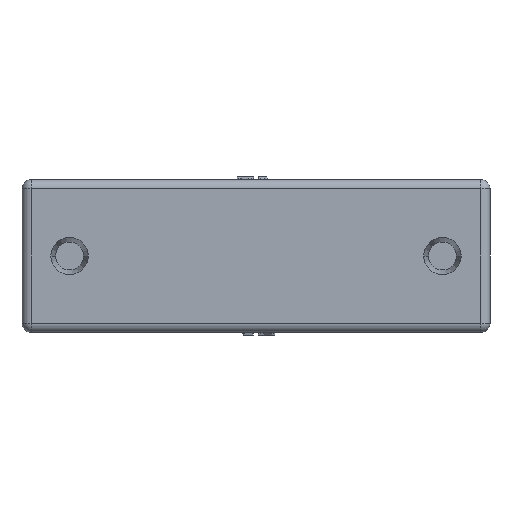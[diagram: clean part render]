
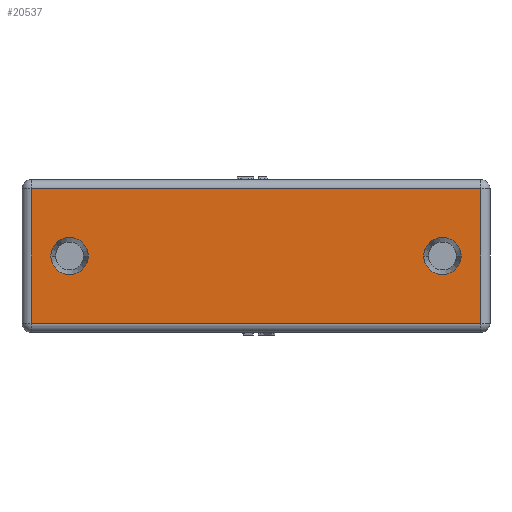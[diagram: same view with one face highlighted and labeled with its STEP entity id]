
A CAD part, front view. The second image highlights one B-rep face of the part: STEP entity #20537.
In plain terms, the highlighted planar face has unit normal (0, -1, 0).
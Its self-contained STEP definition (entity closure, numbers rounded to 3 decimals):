
#451 = EDGE_CURVE ( 'NONE', #15728, #15726, #5824, .T. ) ;
#453 = EDGE_CURVE ( 'NONE', #15735, #15784, #5825, .T. ) ;
#454 = EDGE_CURVE ( 'NONE', #15746, #15785, #5827, .T. ) ;
#464 = EDGE_CURVE ( 'NONE', #15738, #15603, #5845, .T. ) ;
#2962 = EDGE_LOOP ( 'NONE', ( #19012, #19013 ) ) ;
#3040 = EDGE_LOOP ( 'NONE', ( #19016, #19017, #19018, #19019 ) ) ;
#5185 = AXIS2_PLACEMENT_3D ( 'NONE', #6434, #6435, #6436 ) ;
#5190 = AXIS2_PLACEMENT_3D ( 'NONE', #6457, #6482, #6483 ) ;
#5797 = VECTOR ( 'NONE', #6441, 1000. ) ;
#5824 = CIRCLE ( 'NONE', #5185, 10. ) ;
#5825 = LINE ( 'NONE', #6423, #5797 ) ;
#5827 = LINE ( 'NONE', #6442, #5828 ) ;
#5828 = VECTOR ( 'NONE', #6443, 1000. ) ;
#5845 = CIRCLE ( 'NONE', #5190, 10. ) ;
#6423 = CARTESIAN_POINT ( 'NONE',  ( 120.5, -151., 41. ) ) ;
#6434 = CARTESIAN_POINT ( 'NONE',  ( 100., -151., 0. ) ) ;
#6435 = DIRECTION ( 'NONE',  ( 0., -1., 0. ) ) ;
#6436 = DIRECTION ( 'NONE',  ( 1., 0., 0. ) ) ;
#6441 = DIRECTION ( 'NONE',  ( 0., 0., -1. ) ) ;
#6442 = CARTESIAN_POINT ( 'NONE',  ( -120.5, -151., 41. ) ) ;
#6443 = DIRECTION ( 'NONE',  ( 0., 0., -1. ) ) ;
#6457 = CARTESIAN_POINT ( 'NONE',  ( -100., -151., 0. ) ) ;
#6482 = DIRECTION ( 'NONE',  ( 0., -1., 0. ) ) ;
#6483 = DIRECTION ( 'NONE',  ( 1., 0., 0. ) ) ;
#10555 = CARTESIAN_POINT ( 'NONE',  ( 120.5, -151., -36. ) ) ;
#10556 = DIRECTION ( 'NONE',  ( 1., 0., 0. ) ) ;
#11058 = CIRCLE ( 'NONE', #13416, 10. ) ;
#11090 = CIRCLE ( 'NONE', #13425, 10. ) ;
#11112 = LINE ( 'NONE', #11372, #11113 ) ;
#11113 = VECTOR ( 'NONE', #11373, 1000. ) ;
#11252 = CARTESIAN_POINT ( 'NONE',  ( 100., -151., 0. ) ) ;
#11262 = DIRECTION ( 'NONE',  ( 0., -1., 0. ) ) ;
#11263 = DIRECTION ( 'NONE',  ( 1., 0., 0. ) ) ;
#11321 = CARTESIAN_POINT ( 'NONE',  ( -100., -151., 0. ) ) ;
#11331 = DIRECTION ( 'NONE',  ( 0., -1., 0. ) ) ;
#11332 = DIRECTION ( 'NONE',  ( 1., 0., 0. ) ) ;
#11372 = CARTESIAN_POINT ( 'NONE',  ( -120.5, -151., 36. ) ) ;
#11373 = DIRECTION ( 'NONE',  ( -1., 0., 0. ) ) ;
#12317 = CARTESIAN_POINT ( 'NONE',  ( -120.5, -151., 41. ) ) ;
#12318 = PLANE ( 'NONE',  #13101 ) ;
#12319 = DIRECTION ( 'NONE',  ( 0., 1., 0. ) ) ;
#12320 = DIRECTION ( 'NONE',  ( -1., 0., 0. ) ) ;
#13101 = AXIS2_PLACEMENT_3D ( 'NONE', #12317, #12319, #12320 ) ;
#13416 = AXIS2_PLACEMENT_3D ( 'NONE', #11252, #11262, #11263 ) ;
#13425 = AXIS2_PLACEMENT_3D ( 'NONE', #11321, #11331, #11332 ) ;
#15603 = VERTEX_POINT ( 'NONE', #17777 ) ;
#15726 = VERTEX_POINT ( 'NONE', #17900 ) ;
#15728 = VERTEX_POINT ( 'NONE', #17902 ) ;
#15735 = VERTEX_POINT ( 'NONE', #17909 ) ;
#15738 = VERTEX_POINT ( 'NONE', #17912 ) ;
#15746 = VERTEX_POINT ( 'NONE', #17920 ) ;
#15784 = VERTEX_POINT ( 'NONE', #17958 ) ;
#15785 = VERTEX_POINT ( 'NONE', #17959 ) ;
#16532 = FACE_BOUND ( 'NONE', #2962, .T. ) ;
#16538 = FACE_BOUND ( 'NONE', #19894, .T. ) ;
#16540 = FACE_OUTER_BOUND ( 'NONE', #3040, .T. ) ;
#17050 = LINE ( 'NONE', #10555, #17051 ) ;
#17051 = VECTOR ( 'NONE', #10556, 1000. ) ;
#17777 = CARTESIAN_POINT ( 'NONE',  ( -110., -151., 0. ) ) ;
#17900 = CARTESIAN_POINT ( 'NONE',  ( 90., -151., 0. ) ) ;
#17902 = CARTESIAN_POINT ( 'NONE',  ( 110., -151., 0. ) ) ;
#17909 = CARTESIAN_POINT ( 'NONE',  ( 120.5, -151., 36. ) ) ;
#17912 = CARTESIAN_POINT ( 'NONE',  ( -90., -151., 0. ) ) ;
#17920 = CARTESIAN_POINT ( 'NONE',  ( -120.5, -151., 36. ) ) ;
#17958 = CARTESIAN_POINT ( 'NONE',  ( 120.5, -151., -36. ) ) ;
#17959 = CARTESIAN_POINT ( 'NONE',  ( -120.5, -151., -36. ) ) ;
#19012 = ORIENTED_EDGE ( 'NONE', *, *, #451, .F. ) ;
#19013 = ORIENTED_EDGE ( 'NONE', *, *, #21076, .F. ) ;
#19014 = ORIENTED_EDGE ( 'NONE', *, *, #464, .F. ) ;
#19015 = ORIENTED_EDGE ( 'NONE', *, *, #21097, .F. ) ;
#19016 = ORIENTED_EDGE ( 'NONE', *, *, #454, .T. ) ;
#19017 = ORIENTED_EDGE ( 'NONE', *, *, #20895, .T. ) ;
#19018 = ORIENTED_EDGE ( 'NONE', *, *, #453, .F. ) ;
#19019 = ORIENTED_EDGE ( 'NONE', *, *, #21113, .T. ) ;
#19894 = EDGE_LOOP ( 'NONE', ( #19014, #19015 ) ) ;
#20537 = ADVANCED_FACE ( 'NONE', ( #16532, #16538, #16540 ), #12318, .F. ) ;
#20895 = EDGE_CURVE ( 'NONE', #15785, #15784, #17050, .T. ) ;
#21076 = EDGE_CURVE ( 'NONE', #15726, #15728, #11058, .T. ) ;
#21097 = EDGE_CURVE ( 'NONE', #15603, #15738, #11090, .T. ) ;
#21113 = EDGE_CURVE ( 'NONE', #15735, #15746, #11112, .T. ) ;
